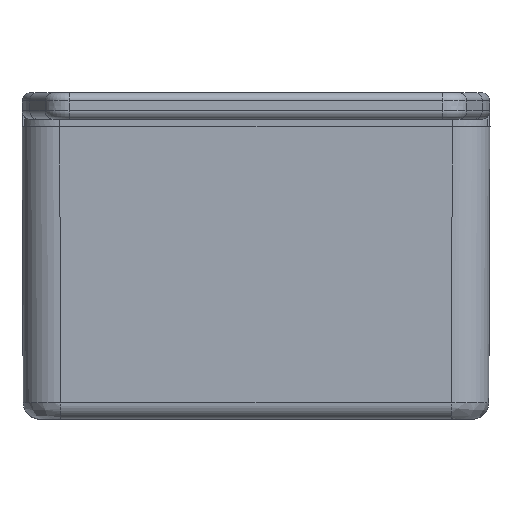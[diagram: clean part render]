
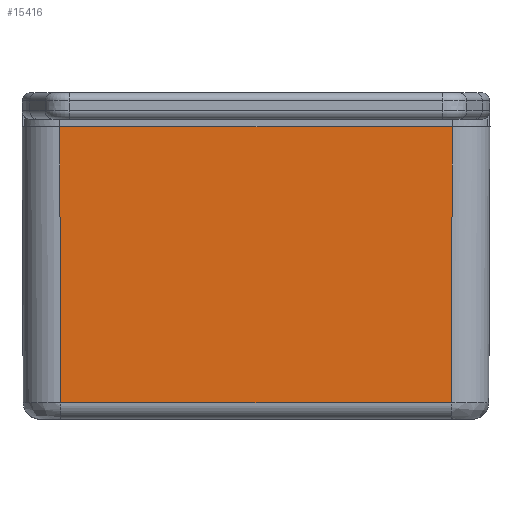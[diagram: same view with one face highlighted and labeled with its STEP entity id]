
A CAD part, front view. The second image highlights one B-rep face of the part: STEP entity #15416.
In plain terms, the highlighted face is planar.
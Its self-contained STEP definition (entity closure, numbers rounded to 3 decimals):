
#1195=PLANE('',#16503);
#1378=LINE('',#21575,#2535);
#2126=LINE('',#26211,#3283);
#2130=LINE('',#26288,#3287);
#2132=LINE('',#26291,#3289);
#2535=VECTOR('',#17435,10.);
#3283=VECTOR('',#19145,10.);
#3287=VECTOR('',#19167,10.);
#3289=VECTOR('',#19171,10.);
#4220=FACE_OUTER_BOUND('',#5129,.T.);
#5129=EDGE_LOOP('',(#12567,#12568,#12569,#12570));
#6302=VERTEX_POINT('',#21572);
#6303=VERTEX_POINT('',#21574);
#7006=VERTEX_POINT('',#26204);
#7011=VERTEX_POINT('',#26284);
#7844=EDGE_CURVE('',#6303,#6302,#1378,.T.);
#8948=EDGE_CURVE('',#7006,#6302,#2126,.T.);
#8958=EDGE_CURVE('',#6303,#7011,#2130,.T.);
#8960=EDGE_CURVE('',#7011,#7006,#2132,.T.);
#12567=ORIENTED_EDGE('',*,*,#8948,.F.);
#12568=ORIENTED_EDGE('',*,*,#8960,.F.);
#12569=ORIENTED_EDGE('',*,*,#8958,.F.);
#12570=ORIENTED_EDGE('',*,*,#7844,.T.);
#15416=ADVANCED_FACE('',(#4220),#1195,.T.);
#16503=AXIS2_PLACEMENT_3D('',#26297,#19180,#19181);
#17435=DIRECTION('',(-1.,0.,0.));
#19145=DIRECTION('',(-0.004,1.,0.004));
#19167=DIRECTION('',(-0.004,-1.,-0.004));
#19171=DIRECTION('',(-1.,0.,0.));
#19180=DIRECTION('center_axis',(0.,-0.004,1.));
#19181=DIRECTION('ref_axis',(-1.,0.,0.));
#21572=CARTESIAN_POINT('',(-23.5,0.,42.5));
#21574=CARTESIAN_POINT('',(23.5,0.,42.5));
#21575=CARTESIAN_POINT('',(28.,0.,42.5));
#26204=CARTESIAN_POINT('',(-23.356,-33.009,42.356));
#26211=CARTESIAN_POINT('',(-23.499,-0.166,42.499));
#26284=CARTESIAN_POINT('',(23.356,-33.009,42.356));
#26288=CARTESIAN_POINT('',(23.5,-0.103,42.5));
#26291=CARTESIAN_POINT('',(-14.,-33.009,42.356));
#26297=CARTESIAN_POINT('Origin',(-28.,0.,42.5));
